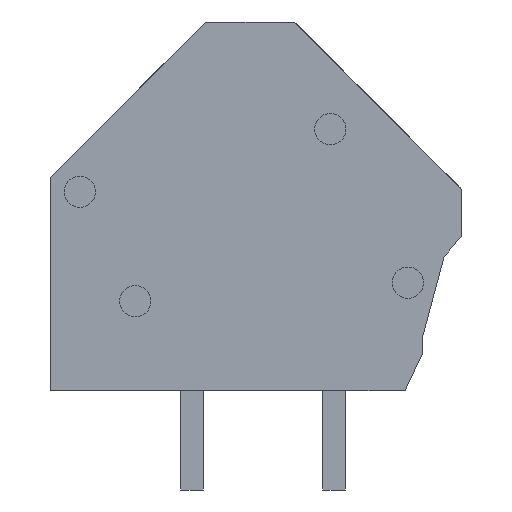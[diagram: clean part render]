
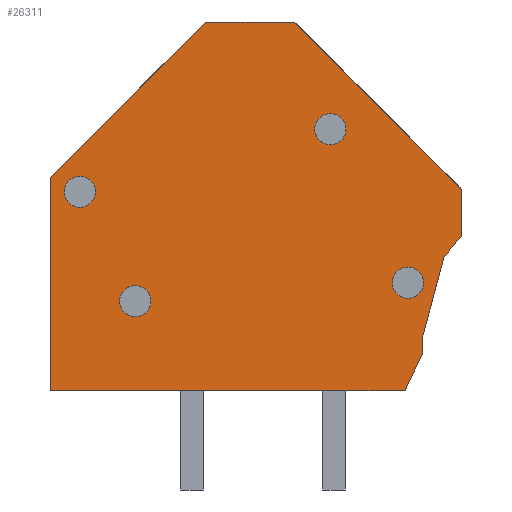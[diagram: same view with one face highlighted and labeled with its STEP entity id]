
A CAD part, left-side view. The second image highlights one B-rep face of the part: STEP entity #26311.
In plain terms, the highlighted planar face has unit normal (-1, 0, 0).
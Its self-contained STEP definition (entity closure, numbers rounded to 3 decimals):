
#26224=AXIS2_PLACEMENT_3D('Plane Axis2P3D',#26221,#26222,#26223) ;
#26241=AXIS2_PLACEMENT_3D('Circle Axis2P3D',#26239,#26240,$) ;
#26250=AXIS2_PLACEMENT_3D('Circle Axis2P3D',#26248,#26249,$) ;
#26259=AXIS2_PLACEMENT_3D('Circle Axis2P3D',#26257,#26258,$) ;
#26268=AXIS2_PLACEMENT_3D('Circle Axis2P3D',#26266,#26267,$) ;
#26277=AXIS2_PLACEMENT_3D('Circle Axis2P3D',#26275,#26276,$) ;
#26286=AXIS2_PLACEMENT_3D('Circle Axis2P3D',#26284,#26285,$) ;
#26295=AXIS2_PLACEMENT_3D('Circle Axis2P3D',#26293,#26294,$) ;
#26304=AXIS2_PLACEMENT_3D('Circle Axis2P3D',#26302,#26303,$) ;
#25896=CARTESIAN_POINT('Vertex',(0.7,2.,3.5)) ;
#25910=CARTESIAN_POINT('Vertex',(0.7,1.37,4.85)) ;
#25913=CARTESIAN_POINT('Line Origine',(0.7,1.685,4.175)) ;
#25941=CARTESIAN_POINT('Vertex',(0.7,1.37,5.45)) ;
#25944=CARTESIAN_POINT('Line Origine',(0.7,1.37,5.15)) ;
#25972=CARTESIAN_POINT('Vertex',(0.7,0.634,8.2)) ;
#25975=CARTESIAN_POINT('Line Origine',(0.7,1.002,6.825)) ;
#26003=CARTESIAN_POINT('Vertex',(0.7,0.,8.953)) ;
#26006=CARTESIAN_POINT('Line Origine',(0.7,0.317,8.577)) ;
#26034=CARTESIAN_POINT('Vertex',(0.7,0.,10.58)) ;
#26037=CARTESIAN_POINT('Line Origine',(0.7,0.,9.766)) ;
#26065=CARTESIAN_POINT('Vertex',(0.7,5.898,16.478)) ;
#26068=CARTESIAN_POINT('Line Origine',(0.7,2.949,13.529)) ;
#26096=CARTESIAN_POINT('Vertex',(0.7,9.022,16.478)) ;
#26099=CARTESIAN_POINT('Line Origine',(0.7,7.46,16.478)) ;
#26127=CARTESIAN_POINT('Vertex',(0.7,14.5,11.)) ;
#26130=CARTESIAN_POINT('Line Origine',(0.7,11.761,13.739)) ;
#26158=CARTESIAN_POINT('Vertex',(0.7,14.5,3.5)) ;
#26161=CARTESIAN_POINT('Line Origine',(0.7,14.5,7.25)) ;
#26189=CARTESIAN_POINT('Vertex',(0.7,12.7,3.5)) ;
#26192=CARTESIAN_POINT('Line Origine',(0.7,13.6,3.5)) ;
#26209=CARTESIAN_POINT('Line Origine',(0.7,7.35,3.5)) ;
#26221=CARTESIAN_POINT('Axis2P3D Location',(0.7,0.,0.)) ;
#26239=CARTESIAN_POINT('Axis2P3D Location',(0.7,13.45,10.5)) ;
#26243=CARTESIAN_POINT('Vertex',(0.7,12.9,10.5)) ;
#26245=CARTESIAN_POINT('Vertex',(0.7,14.,10.5)) ;
#26248=CARTESIAN_POINT('Axis2P3D Location',(0.7,13.45,10.5)) ;
#26257=CARTESIAN_POINT('Axis2P3D Location',(0.7,4.632,12.707)) ;
#26261=CARTESIAN_POINT('Vertex',(0.7,4.082,12.707)) ;
#26263=CARTESIAN_POINT('Vertex',(0.7,5.182,12.707)) ;
#26266=CARTESIAN_POINT('Axis2P3D Location',(0.7,4.632,12.707)) ;
#26275=CARTESIAN_POINT('Axis2P3D Location',(0.7,11.5,6.65)) ;
#26279=CARTESIAN_POINT('Vertex',(0.7,10.95,6.65)) ;
#26281=CARTESIAN_POINT('Vertex',(0.7,12.05,6.65)) ;
#26284=CARTESIAN_POINT('Axis2P3D Location',(0.7,11.5,6.65)) ;
#26293=CARTESIAN_POINT('Axis2P3D Location',(0.7,1.9,7.3)) ;
#26297=CARTESIAN_POINT('Vertex',(0.7,1.35,7.3)) ;
#26299=CARTESIAN_POINT('Vertex',(0.7,2.45,7.3)) ;
#26302=CARTESIAN_POINT('Axis2P3D Location',(0.7,1.9,7.3)) ;
#25914=DIRECTION('Vector Direction',(0.,-0.423,0.906)) ;
#25945=DIRECTION('Vector Direction',(0.,0.,1.)) ;
#25976=DIRECTION('Vector Direction',(0.,-0.259,0.966)) ;
#26007=DIRECTION('Vector Direction',(0.,-0.644,0.765)) ;
#26038=DIRECTION('Vector Direction',(0.,0.,-1.)) ;
#26069=DIRECTION('Vector Direction',(0.,0.707,0.707)) ;
#26100=DIRECTION('Vector Direction',(0.,-1.,0.)) ;
#26131=DIRECTION('Vector Direction',(0.,-0.707,0.707)) ;
#26162=DIRECTION('Vector Direction',(0.,0.,-1.)) ;
#26193=DIRECTION('Vector Direction',(0.,-1.,0.)) ;
#26210=DIRECTION('Vector Direction',(0.,-1.,0.)) ;
#26222=DIRECTION('Axis2P3D Direction',(-1.,0.,0.)) ;
#26223=DIRECTION('Axis2P3D XDirection',(0.,-1.,0.)) ;
#26240=DIRECTION('Axis2P3D Direction',(-1.,0.,0.)) ;
#26249=DIRECTION('Axis2P3D Direction',(-1.,0.,0.)) ;
#26258=DIRECTION('Axis2P3D Direction',(-1.,0.,0.)) ;
#26267=DIRECTION('Axis2P3D Direction',(-1.,0.,0.)) ;
#26276=DIRECTION('Axis2P3D Direction',(-1.,0.,0.)) ;
#26285=DIRECTION('Axis2P3D Direction',(-1.,0.,0.)) ;
#26294=DIRECTION('Axis2P3D Direction',(-1.,0.,0.)) ;
#26303=DIRECTION('Axis2P3D Direction',(-1.,0.,0.)) ;
#25915=VECTOR('Line Direction',#25914,1.) ;
#25946=VECTOR('Line Direction',#25945,1.) ;
#25977=VECTOR('Line Direction',#25976,1.) ;
#26008=VECTOR('Line Direction',#26007,1.) ;
#26039=VECTOR('Line Direction',#26038,1.) ;
#26070=VECTOR('Line Direction',#26069,1.) ;
#26101=VECTOR('Line Direction',#26100,1.) ;
#26132=VECTOR('Line Direction',#26131,1.) ;
#26163=VECTOR('Line Direction',#26162,1.) ;
#26194=VECTOR('Line Direction',#26193,1.) ;
#26211=VECTOR('Line Direction',#26210,1.) ;
#26227=ORIENTED_EDGE('',*,*,#25917,.T.) ;
#26228=ORIENTED_EDGE('',*,*,#25948,.T.) ;
#26229=ORIENTED_EDGE('',*,*,#25979,.T.) ;
#26230=ORIENTED_EDGE('',*,*,#26010,.T.) ;
#26231=ORIENTED_EDGE('',*,*,#26041,.T.) ;
#26232=ORIENTED_EDGE('',*,*,#26072,.T.) ;
#26233=ORIENTED_EDGE('',*,*,#26103,.T.) ;
#26234=ORIENTED_EDGE('',*,*,#26134,.T.) ;
#26235=ORIENTED_EDGE('',*,*,#26165,.T.) ;
#26236=ORIENTED_EDGE('',*,*,#26196,.T.) ;
#26237=ORIENTED_EDGE('',*,*,#26213,.T.) ;
#26254=ORIENTED_EDGE('',*,*,#26247,.F.) ;
#26255=ORIENTED_EDGE('',*,*,#26252,.F.) ;
#26272=ORIENTED_EDGE('',*,*,#26265,.F.) ;
#26273=ORIENTED_EDGE('',*,*,#26270,.F.) ;
#26290=ORIENTED_EDGE('',*,*,#26283,.F.) ;
#26291=ORIENTED_EDGE('',*,*,#26288,.F.) ;
#26308=ORIENTED_EDGE('',*,*,#26301,.F.) ;
#26309=ORIENTED_EDGE('',*,*,#26306,.F.) ;
#26256=FACE_BOUND('',#26253,.T.) ;
#26274=FACE_BOUND('',#26271,.T.) ;
#26292=FACE_BOUND('',#26289,.T.) ;
#26310=FACE_BOUND('',#26307,.T.) ;
#26311=ADVANCED_FACE('End plate_LMZF_1\\Hauptkoerper',(#26238,#26256,#26274,#26292,#26310),#26225,.T.) ;
#26242=CIRCLE('generated circle',#26241,0.55) ;
#26251=CIRCLE('generated circle',#26250,0.55) ;
#26260=CIRCLE('generated circle',#26259,0.55) ;
#26269=CIRCLE('generated circle',#26268,0.55) ;
#26278=CIRCLE('generated circle',#26277,0.55) ;
#26287=CIRCLE('generated circle',#26286,0.55) ;
#26296=CIRCLE('generated circle',#26295,0.55) ;
#26305=CIRCLE('generated circle',#26304,0.55) ;
#25917=EDGE_CURVE('',#25897,#25911,#25916,.T.) ;
#25948=EDGE_CURVE('',#25911,#25942,#25947,.T.) ;
#25979=EDGE_CURVE('',#25942,#25973,#25978,.T.) ;
#26010=EDGE_CURVE('',#25973,#26004,#26009,.T.) ;
#26041=EDGE_CURVE('',#26004,#26035,#26040,.F.) ;
#26072=EDGE_CURVE('',#26035,#26066,#26071,.T.) ;
#26103=EDGE_CURVE('',#26066,#26097,#26102,.F.) ;
#26134=EDGE_CURVE('',#26097,#26128,#26133,.F.) ;
#26165=EDGE_CURVE('',#26128,#26159,#26164,.T.) ;
#26196=EDGE_CURVE('',#26159,#26190,#26195,.T.) ;
#26213=EDGE_CURVE('',#26190,#25897,#26212,.T.) ;
#26247=EDGE_CURVE('',#26244,#26246,#26242,.T.) ;
#26252=EDGE_CURVE('',#26246,#26244,#26251,.T.) ;
#26265=EDGE_CURVE('',#26262,#26264,#26260,.T.) ;
#26270=EDGE_CURVE('',#26264,#26262,#26269,.T.) ;
#26283=EDGE_CURVE('',#26280,#26282,#26278,.T.) ;
#26288=EDGE_CURVE('',#26282,#26280,#26287,.T.) ;
#26301=EDGE_CURVE('',#26298,#26300,#26296,.T.) ;
#26306=EDGE_CURVE('',#26300,#26298,#26305,.T.) ;
#26226=EDGE_LOOP('',(#26227,#26228,#26229,#26230,#26231,#26232,#26233,#26234,#26235,#26236,#26237)) ;
#26253=EDGE_LOOP('',(#26254,#26255)) ;
#26271=EDGE_LOOP('',(#26272,#26273)) ;
#26289=EDGE_LOOP('',(#26290,#26291)) ;
#26307=EDGE_LOOP('',(#26308,#26309)) ;
#26238=FACE_OUTER_BOUND('',#26226,.T.) ;
#25916=LINE('Line',#25913,#25915) ;
#25947=LINE('Line',#25944,#25946) ;
#25978=LINE('Line',#25975,#25977) ;
#26009=LINE('Line',#26006,#26008) ;
#26040=LINE('Line',#26037,#26039) ;
#26071=LINE('Line',#26068,#26070) ;
#26102=LINE('Line',#26099,#26101) ;
#26133=LINE('Line',#26130,#26132) ;
#26164=LINE('Line',#26161,#26163) ;
#26195=LINE('Line',#26192,#26194) ;
#26212=LINE('Line',#26209,#26211) ;
#26225=PLANE('',#26224) ;
#25897=VERTEX_POINT('',#25896) ;
#25911=VERTEX_POINT('',#25910) ;
#25942=VERTEX_POINT('',#25941) ;
#25973=VERTEX_POINT('',#25972) ;
#26004=VERTEX_POINT('',#26003) ;
#26035=VERTEX_POINT('',#26034) ;
#26066=VERTEX_POINT('',#26065) ;
#26097=VERTEX_POINT('',#26096) ;
#26128=VERTEX_POINT('',#26127) ;
#26159=VERTEX_POINT('',#26158) ;
#26190=VERTEX_POINT('',#26189) ;
#26244=VERTEX_POINT('',#26243) ;
#26246=VERTEX_POINT('',#26245) ;
#26262=VERTEX_POINT('',#26261) ;
#26264=VERTEX_POINT('',#26263) ;
#26280=VERTEX_POINT('',#26279) ;
#26282=VERTEX_POINT('',#26281) ;
#26298=VERTEX_POINT('',#26297) ;
#26300=VERTEX_POINT('',#26299) ;
